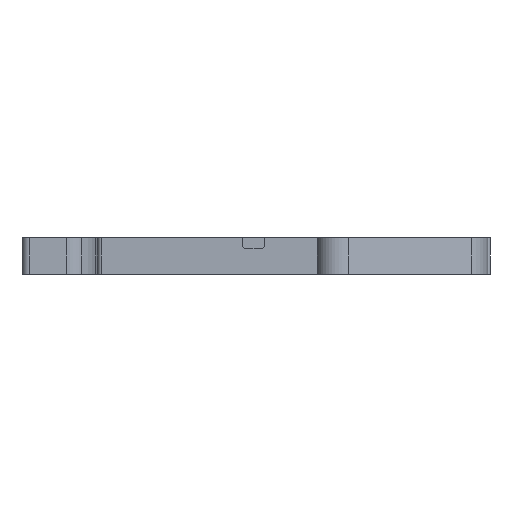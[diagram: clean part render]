
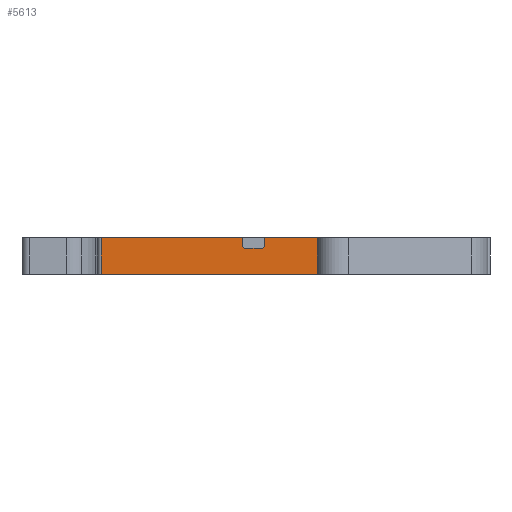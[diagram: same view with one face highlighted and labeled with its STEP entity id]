
A CAD part, front view. The second image highlights one B-rep face of the part: STEP entity #5613.
In plain terms, the highlighted planar face has unit normal (0, -1, 0).
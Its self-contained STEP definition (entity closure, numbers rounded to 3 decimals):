
#141 = CARTESIAN_POINT ( 'NONE',  ( -2.964, 8.864, 3.857 ) ) ;
#198 = LINE ( 'NONE', #9131, #3777 ) ;
#290 = DIRECTION ( 'NONE',  ( 0., 0., -1. ) ) ;
#453 = ORIENTED_EDGE ( 'NONE', *, *, #10649, .T. ) ;
#487 = CARTESIAN_POINT ( 'NONE',  ( -25.844, 8.864, 5.2 ) ) ;
#601 = VERTEX_POINT ( 'NONE', #12568 ) ;
#691 = EDGE_LOOP ( 'NONE', ( #725, #453, #10902, #3836, #2308, #1641, #4304, #2716, #12349, #3195 ) ) ;
#725 = ORIENTED_EDGE ( 'NONE', *, *, #5710, .T. ) ;
#1074 = CARTESIAN_POINT ( 'NONE',  ( -2.964, 8.864, 4.15 ) ) ;
#1151 = DIRECTION ( 'NONE',  ( 0., 0., 1. ) ) ;
#1448 = VERTEX_POINT ( 'NONE', #7868 ) ;
#1528 = VECTOR ( 'NONE', #10104, 1000. ) ;
#1641 = ORIENTED_EDGE ( 'NONE', *, *, #4501, .F. ) ;
#1965 = VERTEX_POINT ( 'NONE', #6034 ) ;
#2033 = LINE ( 'NONE', #6043, #1528 ) ;
#2217 = CARTESIAN_POINT ( 'NONE',  ( 4.86, 8.864, 0. ) ) ;
#2236 = CARTESIAN_POINT ( 'NONE',  ( -25.844, 8.864, 5.15 ) ) ;
#2247 = CARTESIAN_POINT ( 'NONE',  ( -5.957, 8.864, 3.65 ) ) ;
#2308 = ORIENTED_EDGE ( 'NONE', *, *, #6166, .F. ) ;
#2716 = ORIENTED_EDGE ( 'NONE', *, *, #7958, .T. ) ;
#2737 = CARTESIAN_POINT ( 'NONE',  ( -2.964, 8.864, 5.2 ) ) ;
#3034 = LINE ( 'NONE', #2236, #6706 ) ;
#3195 = ORIENTED_EDGE ( 'NONE', *, *, #8522, .T. ) ;
#3549 = VERTEX_POINT ( 'NONE', #12767 ) ;
#3777 = VECTOR ( 'NONE', #11329, 1000. ) ;
#3782 = DIRECTION ( 'NONE',  ( -1., 0., 0. ) ) ;
#3827 = VERTEX_POINT ( 'NONE', #4199 ) ;
#3836 = ORIENTED_EDGE ( 'NONE', *, *, #6588, .T. ) ;
#4040 = AXIS2_PLACEMENT_3D ( 'NONE', #6802, #7675, #3782 ) ;
#4199 = CARTESIAN_POINT ( 'NONE',  ( -3.464, 8.864, 3.65 ) ) ;
#4304 = ORIENTED_EDGE ( 'NONE', *, *, #8225, .F. ) ;
#4453 = VERTEX_POINT ( 'NONE', #5992 ) ;
#4501 = EDGE_CURVE ( 'NONE', #1448, #7650, #12384, .T. ) ;
#5237 = VECTOR ( 'NONE', #11747, 1000. ) ;
#5342 = CARTESIAN_POINT ( 'NONE',  ( -6.164, 8.864, 3.857 ) ) ;
#5603 = DIRECTION ( 'NONE',  ( 1., 0., 0. ) ) ;
#5613 = ADVANCED_FACE ( 'NONE', ( #8874 ), #9611, .F. ) ;
#5710 = EDGE_CURVE ( 'NONE', #11945, #601, #6141, .T. ) ;
#5992 = CARTESIAN_POINT ( 'NONE',  ( -2.964, 8.864, 5.15 ) ) ;
#6034 = CARTESIAN_POINT ( 'NONE',  ( -2.964, 8.864, 4.15 ) ) ;
#6043 = CARTESIAN_POINT ( 'NONE',  ( -25.844, 8.864, 0. ) ) ;
#6141 =( BOUNDED_CURVE ( )  B_SPLINE_CURVE ( 3, ( #10195, #2247, #5342, #10397 ),
 .UNSPECIFIED., .F., .T. ) 
 B_SPLINE_CURVE_WITH_KNOTS ( ( 4, 4 ),
 ( 4.712, 6.283 ),
 .UNSPECIFIED. ) 
 CURVE ( )  GEOMETRIC_REPRESENTATION_ITEM ( )  RATIONAL_B_SPLINE_CURVE ( ( 1., 0.805, 0.805, 1. ) ) 
 REPRESENTATION_ITEM ( '' )  );
#6166 = EDGE_CURVE ( 'NONE', #7650, #8022, #2033, .T. ) ;
#6179 = DIRECTION ( 'NONE',  ( 1., 0., 0. ) ) ;
#6443 = VERTEX_POINT ( 'NONE', #8295 ) ;
#6588 = EDGE_CURVE ( 'NONE', #6443, #8022, #8413, .T. ) ;
#6706 = VECTOR ( 'NONE', #6179, 1000. ) ;
#6802 = CARTESIAN_POINT ( 'NONE',  ( -25.844, 8.864, 5.2 ) ) ;
#6901 = EDGE_CURVE ( 'NONE', #1965, #3827, #11668, .T. ) ;
#7650 = VERTEX_POINT ( 'NONE', #2217 ) ;
#7675 = DIRECTION ( 'NONE',  ( 0., 1., 0. ) ) ;
#7679 = LINE ( 'NONE', #2737, #5237 ) ;
#7868 = CARTESIAN_POINT ( 'NONE',  ( 4.86, 8.864, 5.15 ) ) ;
#7958 = EDGE_CURVE ( 'NONE', #4453, #1965, #7679, .T. ) ;
#8022 = VERTEX_POINT ( 'NONE', #11220 ) ;
#8099 = LINE ( 'NONE', #12161, #12004 ) ;
#8225 = EDGE_CURVE ( 'NONE', #4453, #1448, #8280, .T. ) ;
#8280 = LINE ( 'NONE', #12344, #9695 ) ;
#8291 = VECTOR ( 'NONE', #290, 1000. ) ;
#8295 = CARTESIAN_POINT ( 'NONE',  ( -25.844, 8.864, 5.15 ) ) ;
#8413 = LINE ( 'NONE', #487, #8291 ) ;
#8522 = EDGE_CURVE ( 'NONE', #3827, #11945, #198, .T. ) ;
#8874 = FACE_OUTER_BOUND ( 'NONE', #691, .T. ) ;
#9007 = CARTESIAN_POINT ( 'NONE',  ( -3.171, 8.864, 3.65 ) ) ;
#9131 = CARTESIAN_POINT ( 'NONE',  ( -25.844, 8.864, 3.65 ) ) ;
#9145 = CARTESIAN_POINT ( 'NONE',  ( -3.464, 8.864, 3.65 ) ) ;
#9611 = PLANE ( 'NONE',  #4040 ) ;
#9695 = VECTOR ( 'NONE', #5603, 1000. ) ;
#10069 = CARTESIAN_POINT ( 'NONE',  ( -5.664, 8.864, 3.65 ) ) ;
#10104 = DIRECTION ( 'NONE',  ( -1., 0., 0. ) ) ;
#10195 = CARTESIAN_POINT ( 'NONE',  ( -5.664, 8.864, 3.65 ) ) ;
#10397 = CARTESIAN_POINT ( 'NONE',  ( -6.164, 8.864, 4.15 ) ) ;
#10649 = EDGE_CURVE ( 'NONE', #601, #3549, #8099, .T. ) ;
#10902 = ORIENTED_EDGE ( 'NONE', *, *, #12315, .F. ) ;
#11220 = CARTESIAN_POINT ( 'NONE',  ( -25.844, 8.864, 0. ) ) ;
#11329 = DIRECTION ( 'NONE',  ( -1., 0., 0. ) ) ;
#11387 = CARTESIAN_POINT ( 'NONE',  ( 4.86, 8.864, 5.2 ) ) ;
#11668 =( BOUNDED_CURVE ( )  B_SPLINE_CURVE ( 3, ( #1074, #141, #9007, #9145 ),
 .UNSPECIFIED., .F., .T. ) 
 B_SPLINE_CURVE_WITH_KNOTS ( ( 4, 4 ),
 ( 3.142, 4.712 ),
 .UNSPECIFIED. ) 
 CURVE ( )  GEOMETRIC_REPRESENTATION_ITEM ( )  RATIONAL_B_SPLINE_CURVE ( ( 1., 0.805, 0.805, 1. ) ) 
 REPRESENTATION_ITEM ( '' )  );
#11747 = DIRECTION ( 'NONE',  ( 0., 0., -1. ) ) ;
#11945 = VERTEX_POINT ( 'NONE', #10069 ) ;
#12004 = VECTOR ( 'NONE', #1151, 1000. ) ;
#12161 = CARTESIAN_POINT ( 'NONE',  ( -6.164, 8.864, 5.2 ) ) ;
#12315 = EDGE_CURVE ( 'NONE', #6443, #3549, #3034, .T. ) ;
#12344 = CARTESIAN_POINT ( 'NONE',  ( -25.844, 8.864, 5.15 ) ) ;
#12349 = ORIENTED_EDGE ( 'NONE', *, *, #6901, .T. ) ;
#12384 = LINE ( 'NONE', #11387, #12750 ) ;
#12568 = CARTESIAN_POINT ( 'NONE',  ( -6.164, 8.864, 4.15 ) ) ;
#12750 = VECTOR ( 'NONE', #13125, 1000. ) ;
#12767 = CARTESIAN_POINT ( 'NONE',  ( -6.164, 8.864, 5.15 ) ) ;
#13125 = DIRECTION ( 'NONE',  ( 0., 0., -1. ) ) ;
